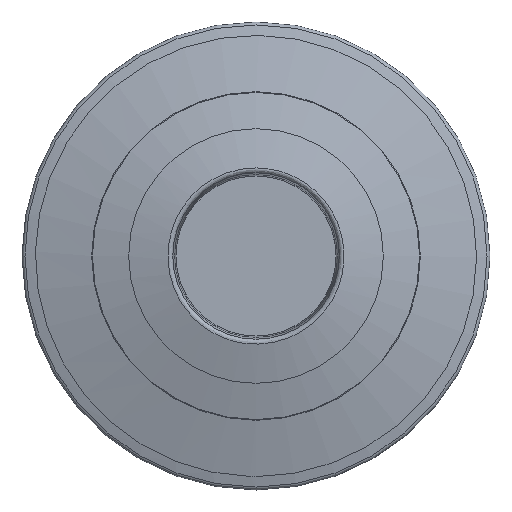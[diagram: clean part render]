
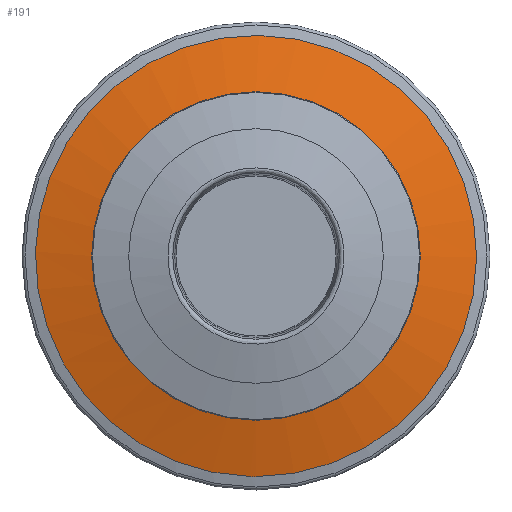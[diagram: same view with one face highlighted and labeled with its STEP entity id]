
A CAD part, left-side view. The second image highlights one B-rep face of the part: STEP entity #191.
In plain terms, the highlighted face is a revolution surface.
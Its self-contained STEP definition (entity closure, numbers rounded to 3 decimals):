
#191=ADVANCED_FACE('',(#281,#282),#227,.T.);
#227=SURFACE_OF_REVOLUTION('',#259,#244);
#244=AXIS1_PLACEMENT('',#827,#675);
#259=LINE('',#826,#264);
#264=VECTOR('',#674,11.604);
#281=FACE_BOUND('',#351,.T.);
#282=FACE_BOUND('',#352,.T.);
#351=EDGE_LOOP('',(#423));
#352=EDGE_LOOP('',(#424));
#423=ORIENTED_EDGE('',*,*,#526,.T.);
#424=ORIENTED_EDGE('',*,*,#525,.F.);
#489=VERTEX_POINT('',#815);
#490=VERTEX_POINT('',#825);
#525=EDGE_CURVE('',#489,#489,#560,.T.);
#526=EDGE_CURVE('',#490,#490,#561,.T.);
#560=CIRCLE('',#596,32.644);
#561=CIRCLE('',#597,43.831);
#596=AXIS2_PLACEMENT_3D('',#814,#669,#670);
#597=AXIS2_PLACEMENT_3D('',#824,#672,#673);
#669=DIRECTION('',(-1.,0.,0.));
#670=DIRECTION('',(0.,0.,-1.));
#672=DIRECTION('',(-1.,0.,0.));
#673=DIRECTION('',(0.,0.,-1.));
#674=DIRECTION('',(0.25,0.85,-0.464));
#675=DIRECTION('',(1.,0.,0.));
#814=CARTESIAN_POINT('',(4.104,0.,0.));
#815=CARTESIAN_POINT('',(4.104,0.,-32.644));
#824=CARTESIAN_POINT('',(7.01,0.,0.));
#825=CARTESIAN_POINT('',(7.01,0.,-43.831));
#826=CARTESIAN_POINT('',(4.104,26.84,-18.58));
#827=CARTESIAN_POINT('',(39.,0.,0.));
